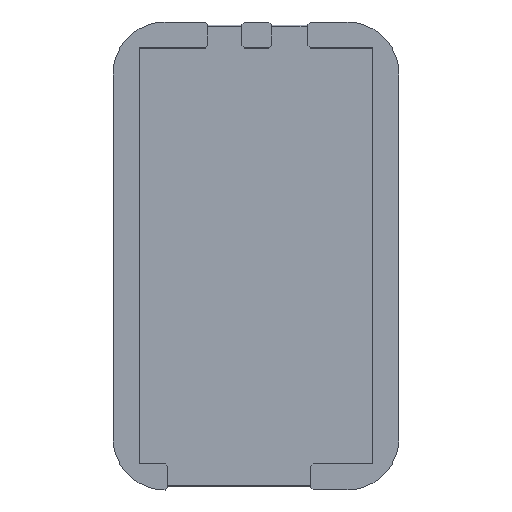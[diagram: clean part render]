
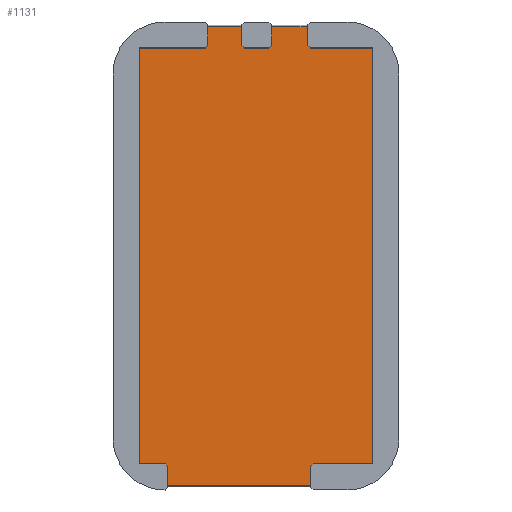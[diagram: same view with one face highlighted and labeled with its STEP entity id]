
A CAD part, top view. The second image highlights one B-rep face of the part: STEP entity #1131.
In plain terms, the highlighted planar face has unit normal (0, 0, 1).
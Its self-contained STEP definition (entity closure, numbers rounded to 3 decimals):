
#20=(
BOUNDED_CURVE()
B_SPLINE_CURVE(2,(#1787,#1788,#1789),.UNSPECIFIED.,.F.,.F.)
B_SPLINE_CURVE_WITH_KNOTS((3,3),(-3.536,-3.533),
 .UNSPECIFIED.)
CURVE()
GEOMETRIC_REPRESENTATION_ITEM()
RATIONAL_B_SPLINE_CURVE((4.171,4.178,4.184))
REPRESENTATION_ITEM('')
);
#21=(
BOUNDED_CURVE()
B_SPLINE_CURVE(2,(#1796,#1797,#1798),.UNSPECIFIED.,.F.,.F.)
B_SPLINE_CURVE_WITH_KNOTS((3,3),(-0.325,-0.323),
 .UNSPECIFIED.)
CURVE()
GEOMETRIC_REPRESENTATION_ITEM()
RATIONAL_B_SPLINE_CURVE((2.921,2.916,2.912))
REPRESENTATION_ITEM('')
);
#22=(
BOUNDED_CURVE()
B_SPLINE_CURVE(2,(#1817,#1818,#1819),.UNSPECIFIED.,.F.,.F.)
B_SPLINE_CURVE_WITH_KNOTS((3,3),(-1.65,-1.648),
 .UNSPECIFIED.)
CURVE()
GEOMETRIC_REPRESENTATION_ITEM()
RATIONAL_B_SPLINE_CURVE((2.096,2.099,2.102))
REPRESENTATION_ITEM('')
);
#23=(
BOUNDED_CURVE()
B_SPLINE_CURVE(2,(#1822,#1823,#1824),.UNSPECIFIED.,.F.,.F.)
B_SPLINE_CURVE_WITH_KNOTS((3,3),(-0.302,-0.3),
 .UNSPECIFIED.)
CURVE()
GEOMETRIC_REPRESENTATION_ITEM()
RATIONAL_B_SPLINE_CURVE((2.785,2.781,2.776))
REPRESENTATION_ITEM('')
);
#24=(
BOUNDED_CURVE()
B_SPLINE_CURVE(2,(#1832,#1833,#1834),.UNSPECIFIED.,.F.,.F.)
B_SPLINE_CURVE_WITH_KNOTS((3,3),(-2.316,-2.315),
 .UNSPECIFIED.)
CURVE()
GEOMETRIC_REPRESENTATION_ITEM()
RATIONAL_B_SPLINE_CURVE((2.833,2.838,2.842))
REPRESENTATION_ITEM('')
);
#25=(
BOUNDED_CURVE()
B_SPLINE_CURVE(2,(#1838,#1839,#1840),.UNSPECIFIED.,.F.,.F.)
B_SPLINE_CURVE_WITH_KNOTS((3,3),(-0.542,-0.539),
 .UNSPECIFIED.)
CURVE()
GEOMETRIC_REPRESENTATION_ITEM()
RATIONAL_B_SPLINE_CURVE((4.211,4.204,4.197))
REPRESENTATION_ITEM('')
);
#79=FACE_OUTER_BOUND('',#142,.T.);
#142=EDGE_LOOP('',(#880,#881,#882,#883,#884,#885,#886,#887,#888,#889,#890,
#891,#892,#893,#894,#895,#896,#897,#898,#899,#900,#901,#902,#903,#904,#905,
#906,#907));
#263=LINE('',#1710,#385);
#266=LINE('',#1716,#388);
#273=LINE('',#1730,#395);
#276=LINE('',#1736,#398);
#290=LINE('',#1767,#412);
#293=LINE('',#1772,#415);
#295=LINE('',#1776,#417);
#297=LINE('',#1805,#419);
#298=LINE('',#1807,#420);
#299=LINE('',#1809,#421);
#300=LINE('',#1811,#422);
#301=LINE('',#1813,#423);
#302=LINE('',#1815,#424);
#303=LINE('',#1821,#425);
#304=LINE('',#1825,#426);
#305=LINE('',#1826,#427);
#306=LINE('',#1828,#428);
#307=LINE('',#1830,#429);
#308=LINE('',#1836,#430);
#309=LINE('',#1842,#431);
#310=LINE('',#1843,#432);
#311=LINE('',#1844,#433);
#385=VECTOR('',#1376,10.);
#388=VECTOR('',#1381,10.);
#395=VECTOR('',#1394,10.);
#398=VECTOR('',#1399,10.);
#412=VECTOR('',#1427,10.);
#415=VECTOR('',#1432,10.);
#417=VECTOR('',#1436,10.);
#419=VECTOR('',#1452,10.);
#420=VECTOR('',#1455,10.);
#421=VECTOR('',#1456,10.);
#422=VECTOR('',#1457,10.);
#423=VECTOR('',#1458,10.);
#424=VECTOR('',#1459,10.);
#425=VECTOR('',#1460,10.);
#426=VECTOR('',#1461,10.);
#427=VECTOR('',#1462,10.);
#428=VECTOR('',#1463,10.);
#429=VECTOR('',#1464,10.);
#430=VECTOR('',#1465,10.);
#431=VECTOR('',#1466,10.);
#432=VECTOR('',#1467,10.);
#433=VECTOR('',#1468,10.);
#501=VERTEX_POINT('',#1707);
#502=VERTEX_POINT('',#1709);
#503=VERTEX_POINT('',#1713);
#504=VERTEX_POINT('',#1715);
#507=VERTEX_POINT('',#1727);
#508=VERTEX_POINT('',#1729);
#509=VERTEX_POINT('',#1733);
#510=VERTEX_POINT('',#1735);
#519=VERTEX_POINT('',#1764);
#520=VERTEX_POINT('',#1766);
#521=VERTEX_POINT('',#1770);
#522=VERTEX_POINT('',#1774);
#523=VERTEX_POINT('',#1778);
#525=VERTEX_POINT('',#1782);
#527=VERTEX_POINT('',#1793);
#528=VERTEX_POINT('',#1795);
#529=VERTEX_POINT('',#1808);
#530=VERTEX_POINT('',#1810);
#531=VERTEX_POINT('',#1812);
#532=VERTEX_POINT('',#1814);
#533=VERTEX_POINT('',#1816);
#534=VERTEX_POINT('',#1820);
#535=VERTEX_POINT('',#1827);
#536=VERTEX_POINT('',#1829);
#537=VERTEX_POINT('',#1831);
#538=VERTEX_POINT('',#1835);
#539=VERTEX_POINT('',#1837);
#540=VERTEX_POINT('',#1841);
#621=EDGE_CURVE('',#501,#502,#263,.T.);
#624=EDGE_CURVE('',#503,#504,#266,.T.);
#631=EDGE_CURVE('',#507,#508,#273,.T.);
#634=EDGE_CURVE('',#509,#510,#276,.T.);
#649=EDGE_CURVE('',#519,#520,#290,.F.);
#652=EDGE_CURVE('',#521,#503,#293,.F.);
#654=EDGE_CURVE('',#522,#519,#295,.T.);
#658=EDGE_CURVE('',#525,#523,#20,.T.);
#661=EDGE_CURVE('',#527,#528,#21,.T.);
#664=EDGE_CURVE('',#528,#525,#297,.T.);
#665=EDGE_CURVE('',#520,#527,#298,.T.);
#666=EDGE_CURVE('',#529,#522,#299,.T.);
#667=EDGE_CURVE('',#530,#529,#300,.T.);
#668=EDGE_CURVE('',#531,#530,#301,.F.);
#669=EDGE_CURVE('',#532,#531,#302,.T.);
#670=EDGE_CURVE('',#533,#532,#22,.T.);
#671=EDGE_CURVE('',#534,#533,#303,.T.);
#672=EDGE_CURVE('',#510,#534,#23,.T.);
#673=EDGE_CURVE('',#508,#509,#304,.F.);
#674=EDGE_CURVE('',#502,#507,#305,.T.);
#675=EDGE_CURVE('',#535,#501,#306,.F.);
#676=EDGE_CURVE('',#536,#535,#307,.T.);
#677=EDGE_CURVE('',#537,#536,#24,.T.);
#678=EDGE_CURVE('',#538,#537,#308,.T.);
#679=EDGE_CURVE('',#539,#538,#25,.T.);
#680=EDGE_CURVE('',#540,#539,#309,.T.);
#681=EDGE_CURVE('',#504,#540,#310,.F.);
#682=EDGE_CURVE('',#523,#521,#311,.T.);
#880=ORIENTED_EDGE('',*,*,#664,.F.);
#881=ORIENTED_EDGE('',*,*,#661,.F.);
#882=ORIENTED_EDGE('',*,*,#665,.F.);
#883=ORIENTED_EDGE('',*,*,#649,.F.);
#884=ORIENTED_EDGE('',*,*,#654,.F.);
#885=ORIENTED_EDGE('',*,*,#666,.F.);
#886=ORIENTED_EDGE('',*,*,#667,.F.);
#887=ORIENTED_EDGE('',*,*,#668,.F.);
#888=ORIENTED_EDGE('',*,*,#669,.F.);
#889=ORIENTED_EDGE('',*,*,#670,.F.);
#890=ORIENTED_EDGE('',*,*,#671,.F.);
#891=ORIENTED_EDGE('',*,*,#672,.F.);
#892=ORIENTED_EDGE('',*,*,#634,.F.);
#893=ORIENTED_EDGE('',*,*,#673,.F.);
#894=ORIENTED_EDGE('',*,*,#631,.F.);
#895=ORIENTED_EDGE('',*,*,#674,.F.);
#896=ORIENTED_EDGE('',*,*,#621,.F.);
#897=ORIENTED_EDGE('',*,*,#675,.F.);
#898=ORIENTED_EDGE('',*,*,#676,.F.);
#899=ORIENTED_EDGE('',*,*,#677,.F.);
#900=ORIENTED_EDGE('',*,*,#678,.F.);
#901=ORIENTED_EDGE('',*,*,#679,.F.);
#902=ORIENTED_EDGE('',*,*,#680,.F.);
#903=ORIENTED_EDGE('',*,*,#681,.F.);
#904=ORIENTED_EDGE('',*,*,#624,.F.);
#905=ORIENTED_EDGE('',*,*,#652,.F.);
#906=ORIENTED_EDGE('',*,*,#682,.F.);
#907=ORIENTED_EDGE('',*,*,#658,.F.);
#1080=PLANE('',#1221);
#1131=ADVANCED_FACE('',(#79),#1080,.F.);
#1221=AXIS2_PLACEMENT_3D('',#1806,#1453,#1454);
#1376=DIRECTION('',(1.,0.,0.));
#1381=DIRECTION('',(1.,0.,0.));
#1394=DIRECTION('',(-1.,0.,0.));
#1399=DIRECTION('',(0.,-1.,0.));
#1427=DIRECTION('',(-0.707,-0.707,0.));
#1432=DIRECTION('',(-0.707,0.707,0.));
#1436=DIRECTION('',(1.,0.,0.));
#1452=DIRECTION('',(1.,0.,0.));
#1453=DIRECTION('center_axis',(0.,0.,-1.));
#1454=DIRECTION('ref_axis',(-1.,0.,0.));
#1455=DIRECTION('',(0.,1.,0.));
#1456=DIRECTION('',(0.,1.,0.));
#1457=DIRECTION('',(-1.,0.,0.));
#1458=DIRECTION('',(0.707,-0.707,0.));
#1459=DIRECTION('',(0.,1.,0.));
#1460=DIRECTION('',(-1.,0.,0.));
#1461=DIRECTION('',(0.707,0.707,0.));
#1462=DIRECTION('',(0.,-1.,0.));
#1463=DIRECTION('',(-0.707,0.707,0.));
#1464=DIRECTION('',(0.,-1.,0.));
#1465=DIRECTION('',(1.,0.,0.));
#1466=DIRECTION('',(0.,1.,0.));
#1467=DIRECTION('',(-0.707,-0.707,0.));
#1468=DIRECTION('',(0.,-1.,0.));
#1707=CARTESIAN_POINT('',(4.2,16.,-1.5));
#1709=CARTESIAN_POINT('',(9.,16.,-1.5));
#1710=CARTESIAN_POINT('',(-9.,16.,-1.5));
#1713=CARTESIAN_POINT('',(-0.9,16.,-1.5));
#1715=CARTESIAN_POINT('',(1.,16.,-1.5));
#1716=CARTESIAN_POINT('',(-9.,16.,-1.5));
#1727=CARTESIAN_POINT('',(9.,-16.,-1.5));
#1729=CARTESIAN_POINT('',(4.39,-16.,-1.5));
#1730=CARTESIAN_POINT('',(9.,-16.,-1.5));
#1733=CARTESIAN_POINT('',(4.2,-16.19,-1.5));
#1735=CARTESIAN_POINT('',(4.2,-17.626,-1.5));
#1736=CARTESIAN_POINT('',(4.2,-8.,-1.5));
#1764=CARTESIAN_POINT('',(-3.9,16.,-1.5));
#1766=CARTESIAN_POINT('',(-3.7,16.2,-1.5));
#1767=CARTESIAN_POINT('',(-6.875,13.025,-1.5));
#1770=CARTESIAN_POINT('',(-1.1,16.2,-1.5));
#1772=CARTESIAN_POINT('',(3.275,11.825,-1.5));
#1774=CARTESIAN_POINT('',(-9.,16.,-1.5));
#1776=CARTESIAN_POINT('',(-9.,16.,-1.5));
#1778=CARTESIAN_POINT('',(-1.1,17.615,-1.5));
#1782=CARTESIAN_POINT('',(-1.088,17.628,-1.5));
#1787=CARTESIAN_POINT('Ctrl Pts',(-1.088,17.628,-1.5));
#1788=CARTESIAN_POINT('Ctrl Pts',(-1.094,17.622,-1.5));
#1789=CARTESIAN_POINT('Ctrl Pts',(-1.1,17.615,-1.5));
#1793=CARTESIAN_POINT('',(-3.7,17.615,-1.5));
#1795=CARTESIAN_POINT('',(-3.712,17.628,-1.5));
#1796=CARTESIAN_POINT('Ctrl Pts',(-3.7,17.615,-1.5));
#1797=CARTESIAN_POINT('Ctrl Pts',(-3.706,17.622,-1.5));
#1798=CARTESIAN_POINT('Ctrl Pts',(-3.712,17.628,-1.5));
#1805=CARTESIAN_POINT('',(3.5,17.628,-1.5));
#1806=CARTESIAN_POINT('Origin',(0.,0.,-1.5));
#1807=CARTESIAN_POINT('',(-3.7,8.,-1.5));
#1808=CARTESIAN_POINT('',(-9.,-16.,-1.5));
#1809=CARTESIAN_POINT('',(-9.,-16.,-1.5));
#1810=CARTESIAN_POINT('',(-6.99,-16.,-1.5));
#1811=CARTESIAN_POINT('',(9.,-16.,-1.5));
#1812=CARTESIAN_POINT('',(-6.8,-16.19,-1.5));
#1813=CARTESIAN_POINT('',(-9.195,-13.795,-1.5));
#1814=CARTESIAN_POINT('',(-6.8,-17.626,-1.5));
#1815=CARTESIAN_POINT('',(-6.8,-9.,-1.5));
#1816=CARTESIAN_POINT('',(-6.812,-17.638,-1.5));
#1817=CARTESIAN_POINT('Ctrl Pts',(-6.812,-17.638,-1.5));
#1818=CARTESIAN_POINT('Ctrl Pts',(-6.806,-17.632,-1.5));
#1819=CARTESIAN_POINT('Ctrl Pts',(-6.8,-17.626,-1.5));
#1820=CARTESIAN_POINT('',(4.212,-17.638,-1.5));
#1821=CARTESIAN_POINT('',(-3.5,-17.638,-1.5));
#1822=CARTESIAN_POINT('Ctrl Pts',(4.2,-17.626,-1.5));
#1823=CARTESIAN_POINT('Ctrl Pts',(4.206,-17.632,-1.5));
#1824=CARTESIAN_POINT('Ctrl Pts',(4.212,-17.638,-1.5));
#1825=CARTESIAN_POINT('',(7.245,-13.145,-1.5));
#1826=CARTESIAN_POINT('',(9.,16.,-1.5));
#1827=CARTESIAN_POINT('',(4.,16.2,-1.5));
#1828=CARTESIAN_POINT('',(7.1,13.1,-1.5));
#1829=CARTESIAN_POINT('',(4.,17.615,-1.5));
#1830=CARTESIAN_POINT('',(4.,9.,-1.5));
#1831=CARTESIAN_POINT('',(4.012,17.628,-1.5));
#1832=CARTESIAN_POINT('Ctrl Pts',(4.012,17.628,-1.5));
#1833=CARTESIAN_POINT('Ctrl Pts',(4.006,17.622,-1.5));
#1834=CARTESIAN_POINT('Ctrl Pts',(4.,17.615,-1.5));
#1835=CARTESIAN_POINT('',(1.188,17.628,-1.5));
#1836=CARTESIAN_POINT('',(3.5,17.628,-1.5));
#1837=CARTESIAN_POINT('',(1.2,17.615,-1.5));
#1838=CARTESIAN_POINT('Ctrl Pts',(1.2,17.615,-1.5));
#1839=CARTESIAN_POINT('Ctrl Pts',(1.194,17.622,-1.5));
#1840=CARTESIAN_POINT('Ctrl Pts',(1.188,17.628,-1.5));
#1841=CARTESIAN_POINT('',(1.2,16.2,-1.5));
#1842=CARTESIAN_POINT('',(1.2,8.,-1.5));
#1843=CARTESIAN_POINT('',(-3.2,11.8,-1.5));
#1844=CARTESIAN_POINT('',(-1.1,9.,-1.5));
